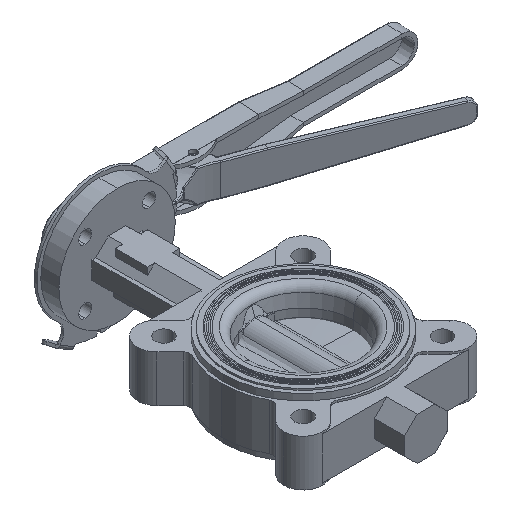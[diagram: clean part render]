
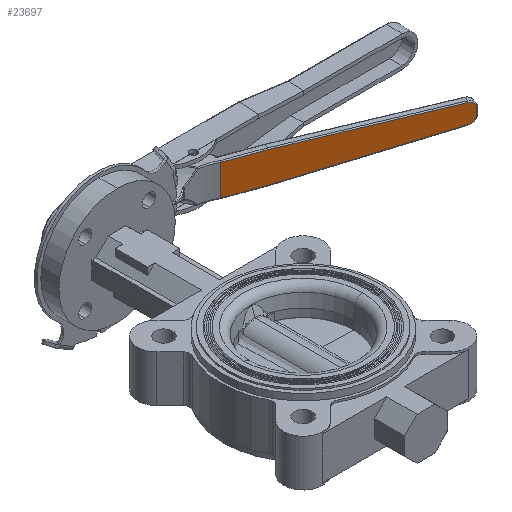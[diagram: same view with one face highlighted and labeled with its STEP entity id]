
A CAD part, isometric view. The second image highlights one B-rep face of the part: STEP entity #23697.
In plain terms, the highlighted planar face has unit normal (-0.342, -0.94, 0).
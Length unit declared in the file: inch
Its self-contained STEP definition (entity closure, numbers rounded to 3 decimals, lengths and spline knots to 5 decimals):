
#209 = CARTESIAN_POINT ( 'NONE',  ( 6.67763, 8.40373, 2.7316 ) ) ;
#248 = DIRECTION ( 'NONE',  ( -0.94, 0.342, 0. ) ) ;
#308 = EDGE_CURVE ( 'NONE', #2954, #20025, #18008, .T. ) ;
#775 = VECTOR ( 'NONE', #2967, 39.37008 ) ;
#1881 = CARTESIAN_POINT ( 'NONE',  ( 5.62962, 8.78516, 3.70035 ) ) ;
#2221 = CARTESIAN_POINT ( 'NONE',  ( 11.14174, 6.779, 3.27205 ) ) ;
#2552 = LINE ( 'NONE', #7781, #16755 ) ;
#2763 = CARTESIAN_POINT ( 'NONE',  ( 6.67708, 8.40393, 3.66912 ) ) ;
#2954 = VERTEX_POINT ( 'NONE', #26597 ) ;
#2967 = DIRECTION ( 'NONE',  ( 0., 0., 1. ) ) ;
#3086 = DIRECTION ( 'NONE',  ( -0.939, 0.342, 0.037 ) ) ;
#3286 = VECTOR ( 'NONE', #3086, 39.37008 ) ;
#4045 = CIRCLE ( 'NONE', #21799, 0.21875 ) ;
#4081 = ORIENTED_EDGE ( 'NONE', *, *, #21887, .T. ) ;
#4347 = DIRECTION ( 'NONE',  ( 0., 0., 1. ) ) ;
#4958 = CARTESIAN_POINT ( 'NONE',  ( 5.6272, 8.78604, 2.7316 ) ) ;
#5617 = AXIS2_PLACEMENT_3D ( 'NONE', #25311, #15518, #28102 ) ;
#6293 = PLANE ( 'NONE',  #12619 ) ;
#6460 = ORIENTED_EDGE ( 'NONE', *, *, #15104, .T. ) ;
#6463 = FACE_OUTER_BOUND ( 'NONE', #31251, .T. ) ;
#7274 = EDGE_CURVE ( 'NONE', #20025, #13297, #4045, .T. ) ;
#7518 = ORIENTED_EDGE ( 'NONE', *, *, #7274, .T. ) ;
#7781 = CARTESIAN_POINT ( 'NONE',  ( 5.6272, 8.78604, 3.6691 ) ) ;
#9151 = VERTEX_POINT ( 'NONE', #25010 ) ;
#9221 = DIRECTION ( 'NONE',  ( 0.342, 0.94, 0. ) ) ;
#9565 = DIRECTION ( 'NONE',  ( -0.342, -0.94, 0. ) ) ;
#11693 = VERTEX_POINT ( 'NONE', #27461 ) ;
#12032 = DIRECTION ( 'NONE',  ( 0., 0., 1. ) ) ;
#12619 = AXIS2_PLACEMENT_3D ( 'NONE', #31661, #9221, #4347 ) ;
#12670 = VERTEX_POINT ( 'NONE', #25757 ) ;
#12997 = VERTEX_POINT ( 'NONE', #18132 ) ;
#13297 = VERTEX_POINT ( 'NONE', #13747 ) ;
#13458 = CARTESIAN_POINT ( 'NONE',  ( 11.3473, 6.70419, 3.27205 ) ) ;
#13470 = VECTOR ( 'NONE', #28885, 39.37008 ) ;
#13747 = CARTESIAN_POINT ( 'NONE',  ( 11.14944, 6.7762, 3.49065 ) ) ;
#15104 = EDGE_CURVE ( 'NONE', #12670, #11693, #26413, .T. ) ;
#15215 = CARTESIAN_POINT ( 'NONE',  ( 5.66277, 8.7731, 2.6911 ) ) ;
#15518 = DIRECTION ( 'NONE',  ( -0.342, -0.94, 0. ) ) ;
#15685 = LINE ( 'NONE', #15215, #16735 ) ;
#16735 = VECTOR ( 'NONE', #28280, 39.37008 ) ;
#16755 = VECTOR ( 'NONE', #248, 39.37008 ) ;
#17015 = ORIENTED_EDGE ( 'NONE', *, *, #28606, .T. ) ;
#18008 = LINE ( 'NONE', #21984, #775 ) ;
#18086 = ORIENTED_EDGE ( 'NONE', *, *, #25117, .T. ) ;
#18132 = CARTESIAN_POINT ( 'NONE',  ( 6.67763, 8.40373, 3.6691 ) ) ;
#19657 = EDGE_CURVE ( 'NONE', #12997, #12670, #2552, .T. ) ;
#19900 = VERTEX_POINT ( 'NONE', #209 ) ;
#20025 = VERTEX_POINT ( 'NONE', #13458 ) ;
#21799 = AXIS2_PLACEMENT_3D ( 'NONE', #2221, #9565, #12032 ) ;
#21887 = EDGE_CURVE ( 'NONE', #11693, #19900, #27357, .T. ) ;
#21984 = CARTESIAN_POINT ( 'NONE',  ( 11.3473, 6.70419, 3.70035 ) ) ;
#22933 = ORIENTED_EDGE ( 'NONE', *, *, #23307, .T. ) ;
#23307 = EDGE_CURVE ( 'NONE', #19900, #9151, #15685, .T. ) ;
#23697 = ADVANCED_FACE ( 'NONE', ( #6463 ), #6293, .F. ) ;
#24399 = CIRCLE ( 'NONE', #5617, 0.21875 ) ;
#24879 = DIRECTION ( 'NONE',  ( 0.94, -0.342, 0. ) ) ;
#25010 = CARTESIAN_POINT ( 'NONE',  ( 11.14944, 6.7762, 2.91005 ) ) ;
#25117 = EDGE_CURVE ( 'NONE', #13297, #12997, #25650, .T. ) ;
#25311 = CARTESIAN_POINT ( 'NONE',  ( 11.14174, 6.779, 3.12865 ) ) ;
#25650 = LINE ( 'NONE', #2763, #3286 ) ;
#25757 = CARTESIAN_POINT ( 'NONE',  ( 5.62962, 8.78516, 3.6691 ) ) ;
#26413 = LINE ( 'NONE', #1881, #13470 ) ;
#26597 = CARTESIAN_POINT ( 'NONE',  ( 11.3473, 6.70419, 3.12865 ) ) ;
#27196 = ORIENTED_EDGE ( 'NONE', *, *, #308, .T. ) ;
#27357 = LINE ( 'NONE', #4958, #30290 ) ;
#27386 = ORIENTED_EDGE ( 'NONE', *, *, #19657, .T. ) ;
#27461 = CARTESIAN_POINT ( 'NONE',  ( 5.62962, 8.78516, 2.7316 ) ) ;
#28102 = DIRECTION ( 'NONE',  ( 0., 0., 1. ) ) ;
#28280 = DIRECTION ( 'NONE',  ( 0.939, -0.342, 0.037 ) ) ;
#28606 = EDGE_CURVE ( 'NONE', #9151, #2954, #24399, .T. ) ;
#28885 = DIRECTION ( 'NONE',  ( 0., 0., -1. ) ) ;
#30290 = VECTOR ( 'NONE', #24879, 39.37008 ) ;
#31251 = EDGE_LOOP ( 'NONE', ( #7518, #18086, #27386, #6460, #4081, #22933, #17015, #27196 ) ) ;
#31661 = CARTESIAN_POINT ( 'NONE',  ( 5.6272, 8.78604, 3.70035 ) ) ;
